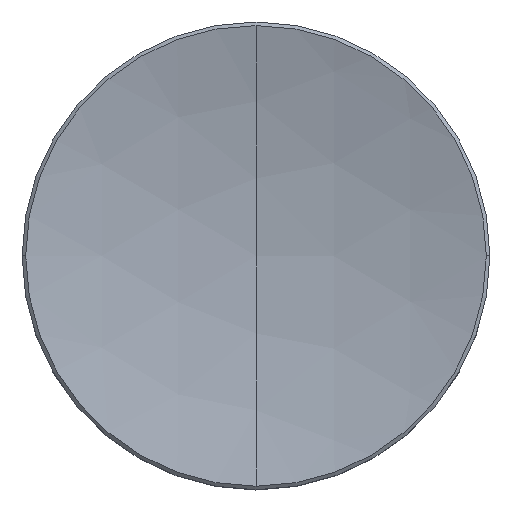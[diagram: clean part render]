
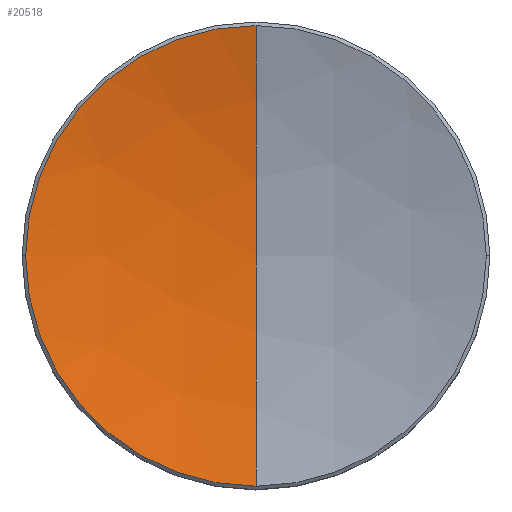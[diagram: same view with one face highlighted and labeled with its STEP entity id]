
A CAD part, top view. The second image highlights one B-rep face of the part: STEP entity #20518.
In plain terms, the highlighted spherical face has radius 50 mm.
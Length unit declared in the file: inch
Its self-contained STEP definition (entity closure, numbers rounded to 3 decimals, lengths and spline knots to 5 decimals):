
#3709 = DIRECTION ( 'NONE',  ( 0., 0., 1. ) ) ;
#3753 = AXIS2_PLACEMENT_3D ( 'NONE', #3756, #3772, #3755 ) ;
#3755 = DIRECTION ( 'NONE',  ( 0., 1., 0. ) ) ;
#3756 = CARTESIAN_POINT ( 'NONE',  ( 0., 0., 2.08661 ) ) ;
#3772 = DIRECTION ( 'NONE',  ( 1., 0., 0. ) ) ;
#3775 = CIRCLE ( 'NONE', #3753, 1.9685 ) ;
#3896 = DIRECTION ( 'NONE',  ( 1., 0., 0. ) ) ;
#3897 = DIRECTION ( 'NONE',  ( 0., 0., 1. ) ) ;
#3898 = CARTESIAN_POINT ( 'NONE',  ( 0., 0., 0.18068 ) ) ;
#3899 = AXIS2_PLACEMENT_3D ( 'NONE', #3898, #3897, #3896 ) ;
#3900 = FACE_OUTER_BOUND ( 'NONE', #20516, .T. ) ;
#3920 = CIRCLE ( 'NONE', #3899, 0.49237 ) ;
#3926 = DIRECTION ( 'NONE',  ( 0., 1., 0. ) ) ;
#3927 = DIRECTION ( 'NONE',  ( 1., 0., 0. ) ) ;
#3928 = CARTESIAN_POINT ( 'NONE',  ( 0., 0., 2.08661 ) ) ;
#3940 = SPHERICAL_SURFACE ( 'NONE', #3941, 1.9685 ) ;
#3941 = AXIS2_PLACEMENT_3D ( 'NONE', #3928, #3927, #3926 ) ;
#3949 = DIRECTION ( 'NONE',  ( -1., 0., 0. ) ) ;
#3950 = CARTESIAN_POINT ( 'NONE',  ( 0., 0., 2.08661 ) ) ;
#3951 = AXIS2_PLACEMENT_3D ( 'NONE', #3950, #3949, #3709 ) ;
#3952 = CIRCLE ( 'NONE', #3951, 1.9685 ) ;
#3953 = CARTESIAN_POINT ( 'NONE',  ( 0., 0., 0.11811 ) ) ;
#11208 = DIRECTION ( 'NONE',  ( 0., 0., 1. ) ) ;
#11218 = DIRECTION ( 'NONE',  ( 1., 0., 0. ) ) ;
#11263 = CARTESIAN_POINT ( 'NONE',  ( 0., -0.49237, 0.18068 ) ) ;
#11266 = CARTESIAN_POINT ( 'NONE',  ( 0., 0., 0.18068 ) ) ;
#11267 = AXIS2_PLACEMENT_3D ( 'NONE', #11266, #11208, #11218 ) ;
#11286 = CIRCLE ( 'NONE', #11267, 0.49237 ) ;
#11289 = CARTESIAN_POINT ( 'NONE',  ( -0.49237, 0., 0.18068 ) ) ;
#11432 = CARTESIAN_POINT ( 'NONE',  ( 0., 0.49237, 0.18068 ) ) ;
#17396 = VERTEX_POINT ( 'NONE', #11263 ) ;
#17426 = VERTEX_POINT ( 'NONE', #11289 ) ;
#17429 = EDGE_CURVE ( 'NONE', #17520, #17426, #11286, .T. ) ;
#17520 = VERTEX_POINT ( 'NONE', #11432 ) ;
#20513 = EDGE_CURVE ( 'NONE', #17426, #17396, #3920, .T. ) ;
#20515 = ORIENTED_EDGE ( 'NONE', *, *, #20513, .T. ) ;
#20516 = EDGE_LOOP ( 'NONE', ( #20520, #20515, #20540, #20534 ) ) ;
#20518 = ADVANCED_FACE ( 'NONE', ( #3900 ), #3940, .F. ) ;
#20520 = ORIENTED_EDGE ( 'NONE', *, *, #17429, .T. ) ;
#20528 = VERTEX_POINT ( 'NONE', #3953 ) ;
#20530 = EDGE_CURVE ( 'NONE', #17520, #20528, #3952, .T. ) ;
#20534 = ORIENTED_EDGE ( 'NONE', *, *, #20530, .F. ) ;
#20540 = ORIENTED_EDGE ( 'NONE', *, *, #20541, .T. ) ;
#20541 = EDGE_CURVE ( 'NONE', #17396, #20528, #3775, .T. ) ;
